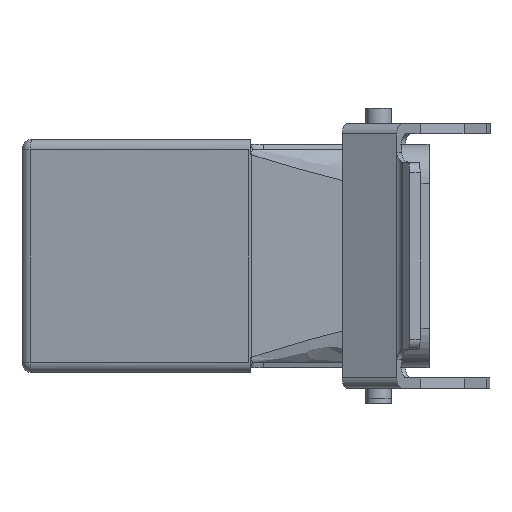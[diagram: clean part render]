
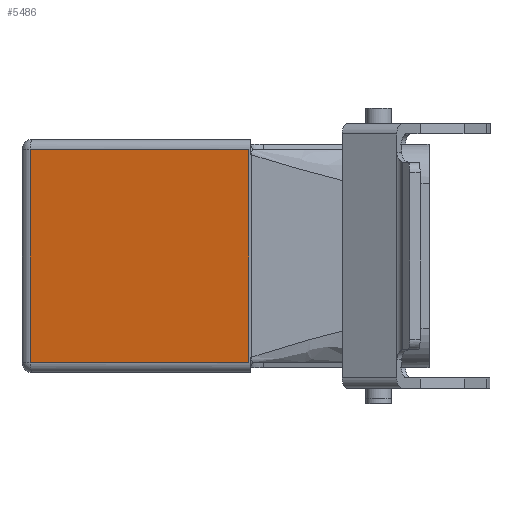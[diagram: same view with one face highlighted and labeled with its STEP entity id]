
A CAD part, left-side view. The second image highlights one B-rep face of the part: STEP entity #5486.
In plain terms, the highlighted planar face has unit normal (-0.982, 0.191, 0).
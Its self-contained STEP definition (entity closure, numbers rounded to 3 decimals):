
#5447=CARTESIAN_POINT('',(-49.251,69.298,-22.6));
#5448=DIRECTION('',(-0.982,0.191,0.0));
#5449=DIRECTION('',(0.0,0.0,1.0));
#5450=AXIS2_PLACEMENT_3D('',#5447,#5448,#5449);
#5451=PLANE('',#5450);
#5452=CARTESIAN_POINT('',(-50.012,65.382,20.5));
#5453=VERTEX_POINT('',#5452);
#5454=CARTESIAN_POINT('',(-50.012,65.382,-20.5));
#5455=VERTEX_POINT('',#5454);
#5456=CARTESIAN_POINT('',(-50.012,65.382,20.5));
#5457=DIRECTION('',(0.0,0.0,-1.0));
#5458=VECTOR('',#5457,41.);
#5459=LINE('',#5456,#5458);
#5460=EDGE_CURVE('',#5453,#5455,#5459,.T.);
#5461=ORIENTED_EDGE('',*,*,#5460,.T.);
#5462=CARTESIAN_POINT('',(-58.195,23.285,-20.5));
#5463=VERTEX_POINT('',#5462);
#5464=CARTESIAN_POINT('',(-50.012,65.382,-20.5));
#5465=DIRECTION('',(-0.191,-0.982,0.0));
#5466=VECTOR('',#5465,42.884);
#5467=LINE('',#5464,#5466);
#5468=EDGE_CURVE('',#5455,#5463,#5467,.T.);
#5469=ORIENTED_EDGE('',*,*,#5468,.T.);
#5470=CARTESIAN_POINT('',(-58.195,23.285,20.5));
#5471=VERTEX_POINT('',#5470);
#5472=CARTESIAN_POINT('',(-58.195,23.285,-20.5));
#5473=DIRECTION('',(0.0,0.0,1.0));
#5474=VECTOR('',#5473,41.);
#5475=LINE('',#5472,#5474);
#5476=EDGE_CURVE('',#5463,#5471,#5475,.T.);
#5477=ORIENTED_EDGE('',*,*,#5476,.T.);
#5478=CARTESIAN_POINT('',(-58.195,23.285,20.5));
#5479=DIRECTION('',(0.191,0.982,0.0));
#5480=VECTOR('',#5479,42.884);
#5481=LINE('',#5478,#5480);
#5482=EDGE_CURVE('',#5471,#5453,#5481,.T.);
#5483=ORIENTED_EDGE('',*,*,#5482,.T.);
#5484=EDGE_LOOP('',(#5461,#5469,#5477,#5483));
#5485=FACE_OUTER_BOUND('',#5484,.T.);
#5486=ADVANCED_FACE('',(#5485),#5451,.T.);
